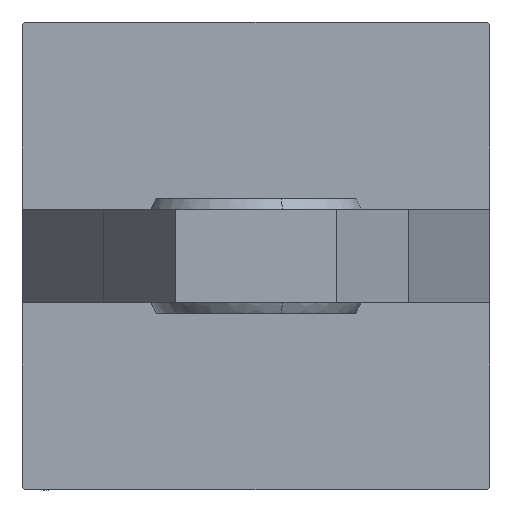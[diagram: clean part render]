
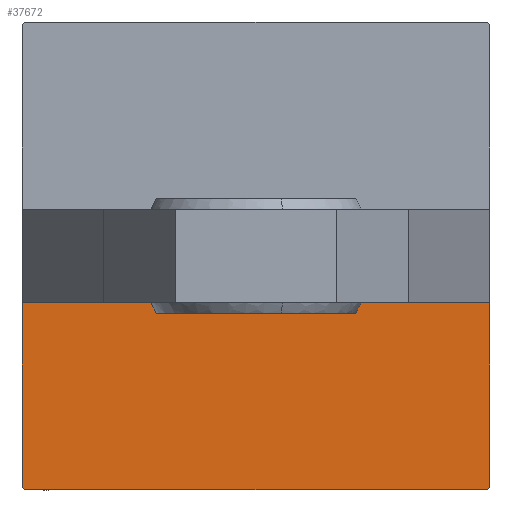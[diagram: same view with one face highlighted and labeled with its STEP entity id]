
A CAD part, left-side view. The second image highlights one B-rep face of the part: STEP entity #37672.
In plain terms, the highlighted planar face has unit normal (-1, 0, 0).
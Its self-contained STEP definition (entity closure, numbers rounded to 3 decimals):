
#254 = CARTESIAN_POINT ( 'NONE',  ( 0., -44.75, -44.75 ) ) ;
#770 = LINE ( 'NONE', #33097, #30293 ) ;
#2357 = ORIENTED_EDGE ( 'NONE', *, *, #33391, .T. ) ;
#3215 = ORIENTED_EDGE ( 'NONE', *, *, #39088, .T. ) ;
#7678 = DIRECTION ( 'NONE',  ( 0., 0., 1. ) ) ;
#8972 = VERTEX_POINT ( 'NONE', #33017 ) ;
#9876 = DIRECTION ( 'NONE',  ( -1., 0., 0. ) ) ;
#10440 = CARTESIAN_POINT ( 'NONE',  ( 0., -45., -44.5 ) ) ;
#13762 = VECTOR ( 'NONE', #38256, 1000. ) ;
#15068 = VECTOR ( 'NONE', #21009, 1000. ) ;
#15142 = VECTOR ( 'NONE', #45381, 1000. ) ;
#16472 = VERTEX_POINT ( 'NONE', #10440 ) ;
#17744 = VERTEX_POINT ( 'NONE', #43199 ) ;
#18327 = VECTOR ( 'NONE', #51628, 1000. ) ;
#18511 = CARTESIAN_POINT ( 'NONE',  ( 0., -44.75, 44.75 ) ) ;
#19857 = CARTESIAN_POINT ( 'NONE',  ( 0., -9., 45. ) ) ;
#19869 = EDGE_CURVE ( 'NONE', #49381, #33893, #35367, .T. ) ;
#20753 = DIRECTION ( 'NONE',  ( 0., 0., -1. ) ) ;
#21009 = DIRECTION ( 'NONE',  ( 0., -0.707, 0.707 ) ) ;
#22190 = CARTESIAN_POINT ( 'NONE',  ( 0., 45., -45. ) ) ;
#22249 = LINE ( 'NONE', #38511, #13762 ) ;
#22638 = AXIS2_PLACEMENT_3D ( 'NONE', #39200, #9876, #7678 ) ;
#23507 = CARTESIAN_POINT ( 'NONE',  ( 0., -9., 45. ) ) ;
#24581 = EDGE_CURVE ( 'NONE', #8972, #16472, #770, .T. ) ;
#26568 = CARTESIAN_POINT ( 'NONE',  ( 0., -44.5, 45. ) ) ;
#29371 = LINE ( 'NONE', #18511, #15142 ) ;
#29427 = EDGE_CURVE ( 'NONE', #49381, #45011, #22249, .T. ) ;
#30293 = VECTOR ( 'NONE', #20753, 1000. ) ;
#30674 = ORIENTED_EDGE ( 'NONE', *, *, #24581, .F. ) ;
#31149 = CARTESIAN_POINT ( 'NONE',  ( 0., -9., -45. ) ) ;
#32020 = VECTOR ( 'NONE', #46071, 1000. ) ;
#32754 = EDGE_LOOP ( 'NONE', ( #51806, #48335, #34896, #2357, #30674, #3215 ) ) ;
#33017 = CARTESIAN_POINT ( 'NONE',  ( 0., -45., 44.5 ) ) ;
#33097 = CARTESIAN_POINT ( 'NONE',  ( 0., -45., 45. ) ) ;
#33391 = EDGE_CURVE ( 'NONE', #17744, #16472, #36250, .T. ) ;
#33893 = VERTEX_POINT ( 'NONE', #31149 ) ;
#34896 = ORIENTED_EDGE ( 'NONE', *, *, #41798, .T. ) ;
#35367 = LINE ( 'NONE', #19857, #18327 ) ;
#36250 = LINE ( 'NONE', #254, #15068 ) ;
#37672 = ADVANCED_FACE ( 'NONE', ( #37984 ), #51286, .T. ) ;
#37984 = FACE_OUTER_BOUND ( 'NONE', #32754, .T. ) ;
#38256 = DIRECTION ( 'NONE',  ( 0., -1., 0. ) ) ;
#38511 = CARTESIAN_POINT ( 'NONE',  ( 0., 45., 45. ) ) ;
#39088 = EDGE_CURVE ( 'NONE', #8972, #45011, #29371, .T. ) ;
#39200 = CARTESIAN_POINT ( 'NONE',  ( 0., 0., 0. ) ) ;
#41798 = EDGE_CURVE ( 'NONE', #33893, #17744, #42127, .T. ) ;
#42127 = LINE ( 'NONE', #22190, #32020 ) ;
#43199 = CARTESIAN_POINT ( 'NONE',  ( 0., -44.5, -45. ) ) ;
#45011 = VERTEX_POINT ( 'NONE', #26568 ) ;
#45381 = DIRECTION ( 'NONE',  ( 0., 0.707, 0.707 ) ) ;
#46071 = DIRECTION ( 'NONE',  ( 0., -1., 0. ) ) ;
#48335 = ORIENTED_EDGE ( 'NONE', *, *, #19869, .T. ) ;
#49381 = VERTEX_POINT ( 'NONE', #23507 ) ;
#51286 = PLANE ( 'NONE',  #22638 ) ;
#51628 = DIRECTION ( 'NONE',  ( 0., 0., -1. ) ) ;
#51806 = ORIENTED_EDGE ( 'NONE', *, *, #29427, .F. ) ;
